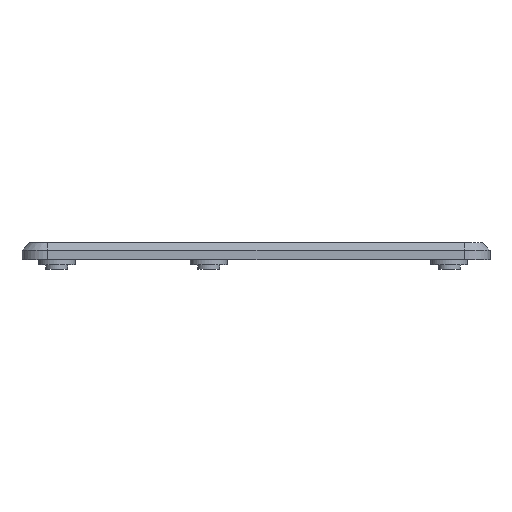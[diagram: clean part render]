
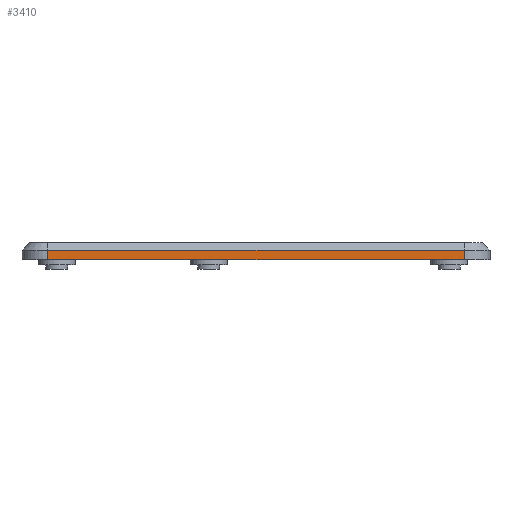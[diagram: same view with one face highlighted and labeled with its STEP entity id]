
A CAD part, left-side view. The second image highlights one B-rep face of the part: STEP entity #3410.
In plain terms, the highlighted planar face has unit normal (-1, 0, 0).
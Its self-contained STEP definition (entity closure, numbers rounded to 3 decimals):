
#196=PLANE('',#3745);
#383=FACE_OUTER_BOUND('',#624,.T.);
#624=EDGE_LOOP('',(#2714,#2715,#2716,#2717));
#935=LINE('',#5434,#1253);
#947=LINE('',#5470,#1265);
#948=LINE('',#5474,#1266);
#949=LINE('',#5475,#1267);
#1253=VECTOR('',#4417,1.);
#1265=VECTOR('',#4455,1.);
#1266=VECTOR('',#4460,1.);
#1267=VECTOR('',#4461,1.);
#1720=VERTEX_POINT('',#5424);
#1722=VERTEX_POINT('',#5430);
#1734=VERTEX_POINT('',#5469);
#1735=VERTEX_POINT('',#5473);
#2093=EDGE_CURVE('',#1720,#1722,#935,.T.);
#2111=EDGE_CURVE('',#1734,#1722,#947,.T.);
#2113=EDGE_CURVE('',#1735,#1720,#948,.T.);
#2114=EDGE_CURVE('',#1735,#1734,#949,.T.);
#2714=ORIENTED_EDGE('',*,*,#2093,.F.);
#2715=ORIENTED_EDGE('',*,*,#2113,.F.);
#2716=ORIENTED_EDGE('',*,*,#2114,.T.);
#2717=ORIENTED_EDGE('',*,*,#2111,.T.);
#3410=ADVANCED_FACE('',(#383),#196,.T.);
#3745=AXIS2_PLACEMENT_3D('',#5472,#4458,#4459);
#4417=DIRECTION('',(0.,-1.,0.));
#4455=DIRECTION('',(0.,0.,1.));
#4458=DIRECTION('center_axis',(-1.,0.,0.));
#4459=DIRECTION('ref_axis',(0.,-1.,0.));
#4460=DIRECTION('',(0.,0.,1.));
#4461=DIRECTION('',(0.,-1.,0.));
#5424=CARTESIAN_POINT('',(-109.,53.15,5.6));
#5430=CARTESIAN_POINT('',(-109.,-59.25,5.6));
#5434=CARTESIAN_POINT('',(-109.,25.05,5.6));
#5469=CARTESIAN_POINT('',(-109.,-59.25,3.));
#5470=CARTESIAN_POINT('',(-109.,-59.25,1.6));
#5472=CARTESIAN_POINT('Origin',(-109.,53.15,1.6));
#5473=CARTESIAN_POINT('',(-109.,53.15,3.));
#5474=CARTESIAN_POINT('',(-109.,53.15,1.6));
#5475=CARTESIAN_POINT('',(-109.,25.05,3.));
